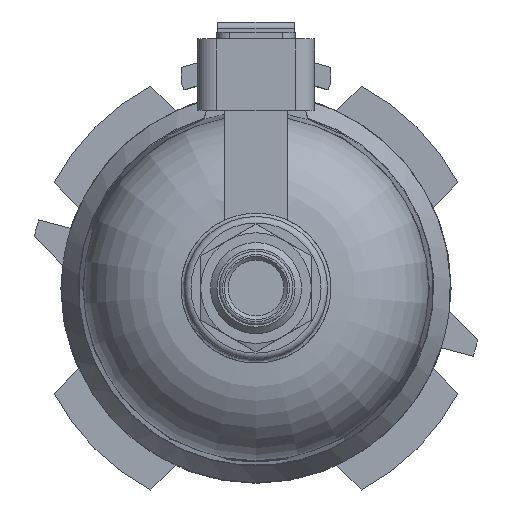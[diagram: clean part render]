
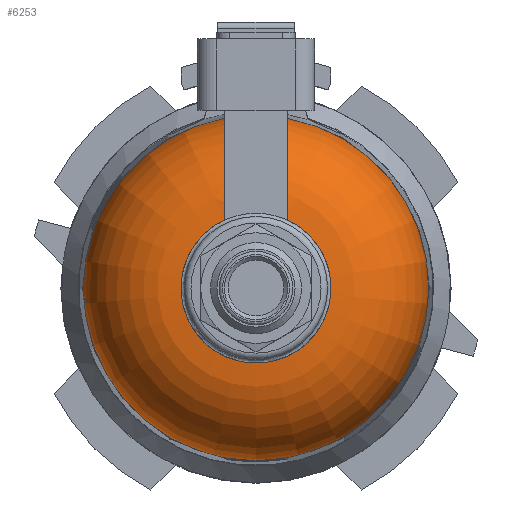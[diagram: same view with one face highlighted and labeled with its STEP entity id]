
A CAD part, front view. The second image highlights one B-rep face of the part: STEP entity #6253.
In plain terms, the highlighted toroidal (fillet/blend) face has major radius 11.526 mm and minor radius 15 mm.
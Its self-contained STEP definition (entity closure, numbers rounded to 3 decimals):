
#222=DEGENERATE_TOROIDAL_SURFACE('',#6604,11.526,15.,.T.);
#241=B_SPLINE_CURVE_WITH_KNOTS('',3,(#8930,#8931,#8932,#8933,#8934,#8935,
#8936,#8937,#8938,#8939,#8940,#8941,#8942,#8943,#8944,#8945,#8946),
 .UNSPECIFIED.,.F.,.F.,(4,1,1,1,1,1,1,1,1,1,1,1,1,1,4),(0.11,
0.112,0.115,0.118,0.12,
0.122,0.123,0.124,0.125,
0.126,0.126,0.126,0.127,
0.128,0.131),.UNSPECIFIED.);
#242=B_SPLINE_CURVE_WITH_KNOTS('',3,(#8950,#8951,#8952,#8953,#8954,#8955,
#8956,#8957,#8958,#8959,#8960,#8961,#8962),.UNSPECIFIED.,.F.,.F.,(4,1,1,
1,1,1,1,1,1,1,4),(0.13,0.133,0.133,
0.134,0.135,0.137,0.138,0.141,
0.144,0.147,0.153),.UNSPECIFIED.);
#1111=ORIENTED_EDGE('',*,*,#2563,.T.);
#1112=ORIENTED_EDGE('',*,*,#2583,.T.);
#1113=ORIENTED_EDGE('',*,*,#2584,.F.);
#1114=ORIENTED_EDGE('',*,*,#2585,.T.);
#2563=EDGE_CURVE('',#3299,#3300,#3777,.T.);
#2583=EDGE_CURVE('',#3300,#3319,#241,.T.);
#2584=EDGE_CURVE('',#3320,#3319,#3781,.T.);
#2585=EDGE_CURVE('',#3320,#3299,#242,.T.);
#3299=VERTEX_POINT('',#8824);
#3300=VERTEX_POINT('',#8825);
#3319=VERTEX_POINT('',#8947);
#3320=VERTEX_POINT('',#8949);
#3777=CIRCLE('',#6600,26.525);
#3781=CIRCLE('',#6605,11.526);
#4059=EDGE_LOOP('',(#1111,#1112,#1113,#1114));
#4421=FACE_BOUND('',#4059,.T.);
#6253=ADVANCED_FACE('',(#4421),#222,.T.);
#6600=AXIS2_PLACEMENT_3D('',#8823,#7249,#7250);
#6604=AXIS2_PLACEMENT_3D('',#8929,#7257,#7258);
#6605=AXIS2_PLACEMENT_3D('',#8948,#7259,#7260);
#7249=DIRECTION('',(0.,-1.,0.));
#7250=DIRECTION('',(0.,0.,-1.));
#7257=DIRECTION('',(0.,-1.,0.));
#7258=DIRECTION('',(0.,0.,-1.));
#7259=DIRECTION('',(0.,-1.,0.));
#7260=DIRECTION('',(0.,0.,-1.));
#8823=CARTESIAN_POINT('',(0.,19.201,0.));
#8824=CARTESIAN_POINT('',(-4.8,19.201,26.087));
#8825=CARTESIAN_POINT('',(4.8,19.201,26.087));
#8929=CARTESIAN_POINT('',(0.,19.3,0.));
#8930=CARTESIAN_POINT('',(4.8,19.201,26.087));
#8931=CARTESIAN_POINT('',(4.8,18.174,26.081));
#8932=CARTESIAN_POINT('',(4.8,16.094,25.846));
#8933=CARTESIAN_POINT('',(4.8,13.164,24.871));
#8934=CARTESIAN_POINT('',(4.8,10.46,23.286));
#8935=CARTESIAN_POINT('',(4.8,8.552,21.549));
#8936=CARTESIAN_POINT('',(4.8,7.248,19.93));
#8937=CARTESIAN_POINT('',(4.8,6.41,18.639));
#8938=CARTESIAN_POINT('',(4.8,5.82,17.494));
#8939=CARTESIAN_POINT('',(4.8,5.414,16.531));
#8940=CARTESIAN_POINT('',(4.8,5.193,15.93));
#8941=CARTESIAN_POINT('',(4.8,5.028,15.416));
#8942=CARTESIAN_POINT('',(4.8,4.906,15.005));
#8943=CARTESIAN_POINT('',(4.8,4.701,14.233));
#8944=CARTESIAN_POINT('',(4.8,4.401,12.713));
#8945=CARTESIAN_POINT('',(4.8,4.3,11.376));
#8946=CARTESIAN_POINT('',(4.8,4.3,10.479));
#8947=CARTESIAN_POINT('',(4.8,4.3,10.479));
#8948=CARTESIAN_POINT('',(0.,4.3,0.));
#8949=CARTESIAN_POINT('',(-4.8,4.3,10.479));
#8950=CARTESIAN_POINT('',(-4.8,4.3,10.479));
#8951=CARTESIAN_POINT('',(-4.8,4.3,11.535));
#8952=CARTESIAN_POINT('',(-4.8,4.42,12.889));
#8953=CARTESIAN_POINT('',(-4.8,4.76,14.465));
#8954=CARTESIAN_POINT('',(-4.8,5.048,15.526));
#8955=CARTESIAN_POINT('',(-4.8,5.45,16.664));
#8956=CARTESIAN_POINT('',(-4.8,6.064,18.005));
#8957=CARTESIAN_POINT('',(-4.8,7.047,19.696));
#8958=CARTESIAN_POINT('',(-4.8,8.593,21.641));
#8959=CARTESIAN_POINT('',(-4.8,10.839,23.543));
#8960=CARTESIAN_POINT('',(-4.8,14.301,25.46));
#8961=CARTESIAN_POINT('',(-4.8,17.241,26.074));
#8962=CARTESIAN_POINT('',(-4.8,19.201,26.087));
